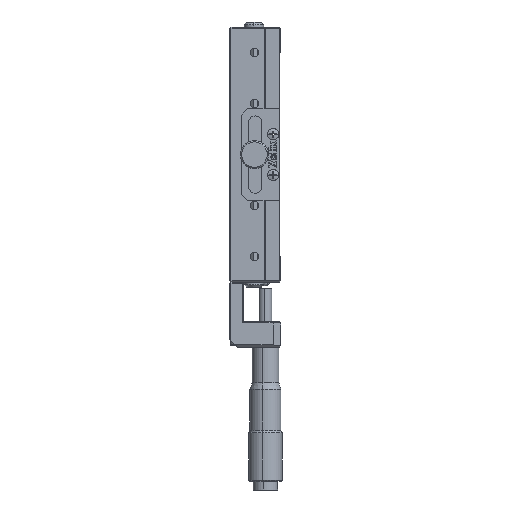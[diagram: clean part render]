
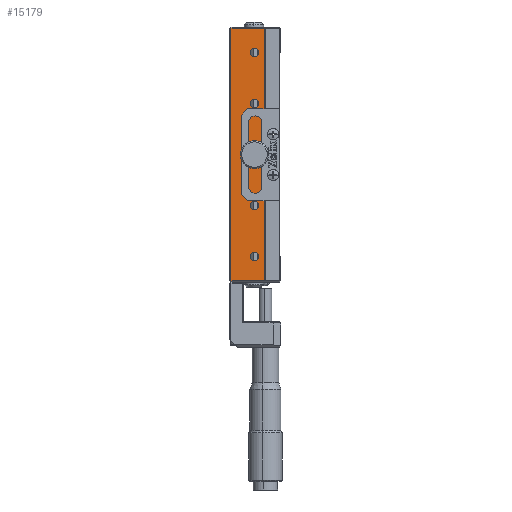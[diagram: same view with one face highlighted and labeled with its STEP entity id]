
A CAD part, left-side view. The second image highlights one B-rep face of the part: STEP entity #15179.
In plain terms, the highlighted planar face has unit normal (-1, 0, 0).
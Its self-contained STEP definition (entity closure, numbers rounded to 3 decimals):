
#1 = VERTEX_POINT ( 'NONE', #11245 ) ;
#68 = VERTEX_POINT ( 'NONE', #537 ) ;
#537 = CARTESIAN_POINT ( 'NONE',  ( -45.101, -17.141, 114.6 ) ) ;
#1005 = ORIENTED_EDGE ( 'NONE', *, *, #8741, .F. ) ;
#1180 = EDGE_CURVE ( 'NONE', #1, #17917, #16060, .T. ) ;
#1234 = FACE_OUTER_BOUND ( 'NONE', #21003, .T. ) ;
#1589 = ORIENTED_EDGE ( 'NONE', *, *, #2351, .T. ) ;
#1683 = ORIENTED_EDGE ( 'NONE', *, *, #21212, .T. ) ;
#1719 = ORIENTED_EDGE ( 'NONE', *, *, #16312, .F. ) ;
#1768 = CARTESIAN_POINT ( 'NONE',  ( -45.101, -21.141, 162. ) ) ;
#2152 = DIRECTION ( 'NONE',  ( 0., 1., 0. ) ) ;
#2351 = EDGE_CURVE ( 'NONE', #9413, #27049, #17384, .T. ) ;
#2388 = ORIENTED_EDGE ( 'NONE', *, *, #10883, .F. ) ;
#2433 = LINE ( 'NONE', #23802, #8901 ) ;
#2716 = AXIS2_PLACEMENT_3D ( 'NONE', #3260, #16203, #5443 ) ;
#2722 = ORIENTED_EDGE ( 'NONE', *, *, #19914, .F. ) ;
#2730 = DIRECTION ( 'NONE',  ( -1., 0., 0. ) ) ;
#3117 = AXIS2_PLACEMENT_3D ( 'NONE', #23236, #23411, #14789 ) ;
#3260 = CARTESIAN_POINT ( 'NONE',  ( -45.101, -17.141, 132.5 ) ) ;
#3280 = AXIS2_PLACEMENT_3D ( 'NONE', #24972, #14155, #5570 ) ;
#3364 = CARTESIAN_POINT ( 'NONE',  ( -45.101, -17.141, 112.5 ) ) ;
#3367 = VERTEX_POINT ( 'NONE', #16517 ) ;
#3457 = CIRCLE ( 'NONE', #25087, 1.65 ) ;
#4275 = DIRECTION ( 'NONE',  ( -1., 0., 0. ) ) ;
#4712 = VERTEX_POINT ( 'NONE', #14008 ) ;
#5443 = DIRECTION ( 'NONE',  ( 0., 0., 1. ) ) ;
#5554 = DIRECTION ( 'NONE',  ( -1., 0., 0. ) ) ;
#5570 = DIRECTION ( 'NONE',  ( 0., 0., 1. ) ) ;
#6031 = EDGE_LOOP ( 'NONE', ( #25067, #9453 ) ) ;
#6338 = CARTESIAN_POINT ( 'NONE',  ( -45.101, -17.141, 94.15 ) ) ;
#6833 = DIRECTION ( 'NONE',  ( 0., 0., -1. ) ) ;
#7307 = CARTESIAN_POINT ( 'NONE',  ( -45.101, -17.141, 132.5 ) ) ;
#7504 = DIRECTION ( 'NONE',  ( -1., 0., 0. ) ) ;
#7914 = AXIS2_PLACEMENT_3D ( 'NONE', #13304, #2730, #15497 ) ;
#7949 = CARTESIAN_POINT ( 'NONE',  ( -45.101, -17.141, 92.5 ) ) ;
#8305 = DIRECTION ( 'NONE',  ( -1., 0., 0. ) ) ;
#8484 = DIRECTION ( 'NONE',  ( 0., 0., 1. ) ) ;
#8513 = CIRCLE ( 'NONE', #27143, 2.1 ) ;
#8563 = CIRCLE ( 'NONE', #11496, 1.65 ) ;
#8703 = FACE_BOUND ( 'NONE', #24790, .T. ) ;
#8741 = EDGE_CURVE ( 'NONE', #10147, #10375, #27794, .T. ) ;
#8901 = VECTOR ( 'NONE', #2152, 1000. ) ;
#9243 = VECTOR ( 'NONE', #6833, 1000. ) ;
#9413 = VERTEX_POINT ( 'NONE', #24763 ) ;
#9453 = ORIENTED_EDGE ( 'NONE', *, *, #12539, .F. ) ;
#9603 = EDGE_LOOP ( 'NONE', ( #2722, #26135 ) ) ;
#9604 = VECTOR ( 'NONE', #11088, 1000. ) ;
#9804 = CARTESIAN_POINT ( 'NONE',  ( -45.101, -17.141, 130.85 ) ) ;
#9856 = DIRECTION ( 'NONE',  ( 0., 0., 1. ) ) ;
#9983 = LINE ( 'NONE', #22889, #16090 ) ;
#10051 = ORIENTED_EDGE ( 'NONE', *, *, #1180, .T. ) ;
#10147 = VERTEX_POINT ( 'NONE', #9804 ) ;
#10315 = EDGE_LOOP ( 'NONE', ( #2388, #21279 ) ) ;
#10375 = VERTEX_POINT ( 'NONE', #10447 ) ;
#10447 = CARTESIAN_POINT ( 'NONE',  ( -45.101, -17.141, 134.15 ) ) ;
#10751 = EDGE_CURVE ( 'NONE', #27049, #1, #9983, .T. ) ;
#10883 = EDGE_CURVE ( 'NONE', #23292, #28014, #3457, .T. ) ;
#11088 = DIRECTION ( 'NONE',  ( 0., 0., 1. ) ) ;
#11213 = PLANE ( 'NONE',  #7914 ) ;
#11245 = CARTESIAN_POINT ( 'NONE',  ( -45.101, -21.141, 63. ) ) ;
#11496 = AXIS2_PLACEMENT_3D ( 'NONE', #19438, #8305, #8484 ) ;
#12449 = FACE_BOUND ( 'NONE', #20517, .T. ) ;
#12539 = EDGE_CURVE ( 'NONE', #3367, #68, #8513, .T. ) ;
#12553 = EDGE_CURVE ( 'NONE', #10375, #10147, #16351, .T. ) ;
#13128 = FACE_BOUND ( 'NONE', #9603, .T. ) ;
#13304 = CARTESIAN_POINT ( 'NONE',  ( -45.101, -21.141, 62.5 ) ) ;
#13963 = DIRECTION ( 'NONE',  ( 0., -1., 0. ) ) ;
#14008 = CARTESIAN_POINT ( 'NONE',  ( -45.101, -17.141, 150.85 ) ) ;
#14155 = DIRECTION ( 'NONE',  ( -1., 0., 0. ) ) ;
#14245 = DIRECTION ( 'NONE',  ( 0., 0., 1. ) ) ;
#14457 = AXIS2_PLACEMENT_3D ( 'NONE', #26058, #4275, #21622 ) ;
#14789 = DIRECTION ( 'NONE',  ( 0., 0., 1. ) ) ;
#15179 = ADVANCED_FACE ( 'NONE', ( #1234, #25021, #23650, #8703, #13128, #12449 ), #11213, .T. ) ;
#15497 = DIRECTION ( 'NONE',  ( 0., 0., 1. ) ) ;
#16060 = LINE ( 'NONE', #24290, #9604 ) ;
#16090 = VECTOR ( 'NONE', #13963, 1000. ) ;
#16203 = DIRECTION ( 'NONE',  ( -1., 0., 0. ) ) ;
#16312 = EDGE_CURVE ( 'NONE', #18467, #27410, #27244, .T. ) ;
#16351 = CIRCLE ( 'NONE', #2716, 1.65 ) ;
#16517 = CARTESIAN_POINT ( 'NONE',  ( -45.101, -17.141, 110.4 ) ) ;
#16811 = CIRCLE ( 'NONE', #22499, 1.65 ) ;
#17077 = EDGE_CURVE ( 'NONE', #27410, #18467, #27522, .T. ) ;
#17380 = CARTESIAN_POINT ( 'NONE',  ( -45.101, -17.141, 70.85 ) ) ;
#17384 = LINE ( 'NONE', #19318, #9243 ) ;
#17536 = CIRCLE ( 'NONE', #14457, 1.65 ) ;
#17917 = VERTEX_POINT ( 'NONE', #1768 ) ;
#18240 = ORIENTED_EDGE ( 'NONE', *, *, #10751, .T. ) ;
#18467 = VERTEX_POINT ( 'NONE', #17380 ) ;
#18967 = EDGE_CURVE ( 'NONE', #28014, #23292, #17536, .T. ) ;
#19318 = CARTESIAN_POINT ( 'NONE',  ( -45.101, -7.941, 62.5 ) ) ;
#19438 = CARTESIAN_POINT ( 'NONE',  ( -45.101, -17.141, 152.5 ) ) ;
#19914 = EDGE_CURVE ( 'NONE', #27585, #4712, #16811, .T. ) ;
#20052 = AXIS2_PLACEMENT_3D ( 'NONE', #3364, #5554, #9856 ) ;
#20265 = CARTESIAN_POINT ( 'NONE',  ( -45.101, -17.141, 90.85 ) ) ;
#20517 = EDGE_LOOP ( 'NONE', ( #26929, #1005 ) ) ;
#20538 = CARTESIAN_POINT ( 'NONE',  ( -45.101, -17.141, 74.15 ) ) ;
#21003 = EDGE_LOOP ( 'NONE', ( #10051, #1683, #1589, #18240 ) ) ;
#21073 = DIRECTION ( 'NONE',  ( -1., 0., 0. ) ) ;
#21212 = EDGE_CURVE ( 'NONE', #17917, #9413, #2433, .T. ) ;
#21279 = ORIENTED_EDGE ( 'NONE', *, *, #18967, .F. ) ;
#21284 = CARTESIAN_POINT ( 'NONE',  ( -45.101, -17.141, 154.15 ) ) ;
#21322 = CARTESIAN_POINT ( 'NONE',  ( -45.101, -7.941, 63. ) ) ;
#21622 = DIRECTION ( 'NONE',  ( 0., 0., 1. ) ) ;
#22499 = AXIS2_PLACEMENT_3D ( 'NONE', #27260, #24878, #14245 ) ;
#22548 = DIRECTION ( 'NONE',  ( 0., 0., 1. ) ) ;
#22676 = CARTESIAN_POINT ( 'NONE',  ( -45.101, -17.141, 112.5 ) ) ;
#22817 = AXIS2_PLACEMENT_3D ( 'NONE', #7307, #7504, #22548 ) ;
#22889 = CARTESIAN_POINT ( 'NONE',  ( -45.101, -21.141, 63. ) ) ;
#23236 = CARTESIAN_POINT ( 'NONE',  ( -45.101, -17.141, 72.5 ) ) ;
#23292 = VERTEX_POINT ( 'NONE', #6338 ) ;
#23411 = DIRECTION ( 'NONE',  ( -1., 0., 0. ) ) ;
#23650 = FACE_BOUND ( 'NONE', #10315, .T. ) ;
#23802 = CARTESIAN_POINT ( 'NONE',  ( -45.101, -21.141, 162. ) ) ;
#24290 = CARTESIAN_POINT ( 'NONE',  ( -45.101, -21.141, 62.5 ) ) ;
#24647 = EDGE_CURVE ( 'NONE', #68, #3367, #27012, .T. ) ;
#24763 = CARTESIAN_POINT ( 'NONE',  ( -45.101, -7.941, 162. ) ) ;
#24790 = EDGE_LOOP ( 'NONE', ( #27909, #1719 ) ) ;
#24878 = DIRECTION ( 'NONE',  ( -1., 0., 0. ) ) ;
#24972 = CARTESIAN_POINT ( 'NONE',  ( -45.101, -17.141, 72.5 ) ) ;
#25021 = FACE_BOUND ( 'NONE', #6031, .T. ) ;
#25067 = ORIENTED_EDGE ( 'NONE', *, *, #24647, .F. ) ;
#25087 = AXIS2_PLACEMENT_3D ( 'NONE', #7949, #21073, #27535 ) ;
#25714 = EDGE_CURVE ( 'NONE', #4712, #27585, #8563, .T. ) ;
#26058 = CARTESIAN_POINT ( 'NONE',  ( -45.101, -17.141, 92.5 ) ) ;
#26135 = ORIENTED_EDGE ( 'NONE', *, *, #25714, .F. ) ;
#26929 = ORIENTED_EDGE ( 'NONE', *, *, #12553, .F. ) ;
#27012 = CIRCLE ( 'NONE', #20052, 2.1 ) ;
#27049 = VERTEX_POINT ( 'NONE', #21322 ) ;
#27142 = DIRECTION ( 'NONE',  ( -1., 0., 0. ) ) ;
#27143 = AXIS2_PLACEMENT_3D ( 'NONE', #22676, #27142, #27229 ) ;
#27229 = DIRECTION ( 'NONE',  ( 0., 0., 1. ) ) ;
#27244 = CIRCLE ( 'NONE', #3280, 1.65 ) ;
#27260 = CARTESIAN_POINT ( 'NONE',  ( -45.101, -17.141, 152.5 ) ) ;
#27410 = VERTEX_POINT ( 'NONE', #20538 ) ;
#27522 = CIRCLE ( 'NONE', #3117, 1.65 ) ;
#27535 = DIRECTION ( 'NONE',  ( 0., 0., 1. ) ) ;
#27585 = VERTEX_POINT ( 'NONE', #21284 ) ;
#27794 = CIRCLE ( 'NONE', #22817, 1.65 ) ;
#27909 = ORIENTED_EDGE ( 'NONE', *, *, #17077, .F. ) ;
#28014 = VERTEX_POINT ( 'NONE', #20265 ) ;
